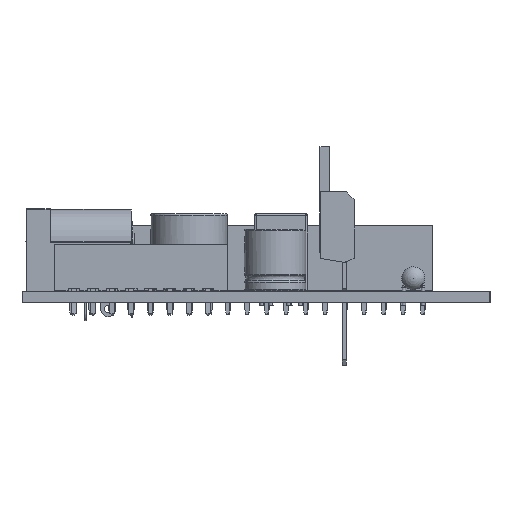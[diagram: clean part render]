
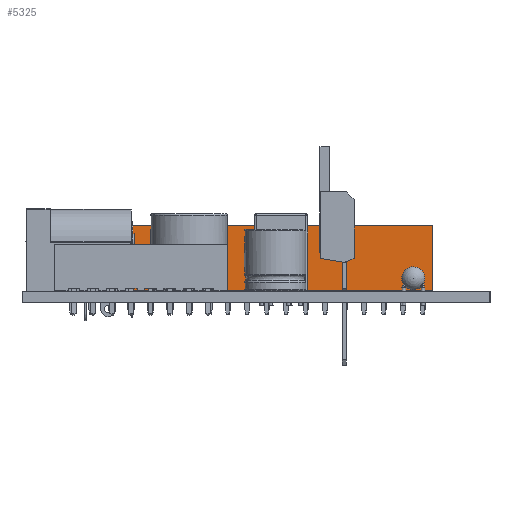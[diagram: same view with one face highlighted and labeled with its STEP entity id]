
A CAD part, left-side view. The second image highlights one B-rep face of the part: STEP entity #5325.
In plain terms, the highlighted planar face has unit normal (-1, 0, 0).
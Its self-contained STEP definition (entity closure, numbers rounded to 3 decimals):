
#3202 = VERTEX_POINT('',#3203);
#3203 = CARTESIAN_POINT('',(-1.27,-46.99,0.));
#3211 = EDGE_CURVE('',#3202,#3212,#3214,.T.);
#3212 = VERTEX_POINT('',#3213);
#3213 = CARTESIAN_POINT('',(-1.27,-46.99,8.5));
#3214 = LINE('',#3215,#3216);
#3215 = CARTESIAN_POINT('',(-1.27,-46.99,0.));
#3216 = VECTOR('',#3217,1.);
#3217 = DIRECTION('',(0.,0.,1.));
#3274 = VERTEX_POINT('',#3275);
#3275 = CARTESIAN_POINT('',(-1.27,1.27,8.5));
#3281 = EDGE_CURVE('',#3282,#3274,#3284,.T.);
#3282 = VERTEX_POINT('',#3283);
#3283 = CARTESIAN_POINT('',(-1.27,1.27,0.));
#3284 = LINE('',#3285,#3286);
#3285 = CARTESIAN_POINT('',(-1.27,1.27,0.));
#3286 = VECTOR('',#3287,1.);
#3287 = DIRECTION('',(0.,0.,1.));
#3346 = EDGE_CURVE('',#3274,#3212,#3347,.T.);
#3347 = LINE('',#3348,#3349);
#3348 = CARTESIAN_POINT('',(-1.27,1.27,8.5));
#3349 = VECTOR('',#3350,1.);
#3350 = DIRECTION('',(0.,-1.,0.));
#4015 = EDGE_CURVE('',#3282,#3202,#4016,.T.);
#4016 = LINE('',#4017,#4018);
#4017 = CARTESIAN_POINT('',(-1.27,1.27,0.));
#4018 = VECTOR('',#4019,1.);
#4019 = DIRECTION('',(0.,-1.,0.));
#5325 = ADVANCED_FACE('',(#5326),#5332,.F.);
#5326 = FACE_BOUND('',#5327,.F.);
#5327 = EDGE_LOOP('',(#5328,#5329,#5330,#5331));
#5328 = ORIENTED_EDGE('',*,*,#3281,.T.);
#5329 = ORIENTED_EDGE('',*,*,#3346,.T.);
#5330 = ORIENTED_EDGE('',*,*,#3211,.F.);
#5331 = ORIENTED_EDGE('',*,*,#4015,.F.);
#5332 = PLANE('',#5333);
#5333 = AXIS2_PLACEMENT_3D('',#5334,#5335,#5336);
#5334 = CARTESIAN_POINT('',(-1.27,1.27,0.));
#5335 = DIRECTION('',(1.,0.,0.));
#5336 = DIRECTION('',(0.,-1.,0.));
